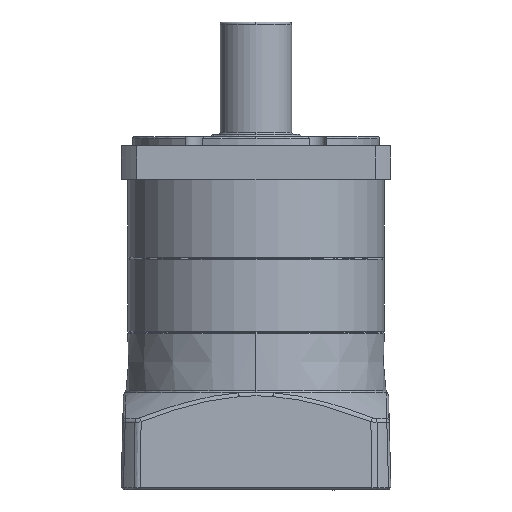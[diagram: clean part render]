
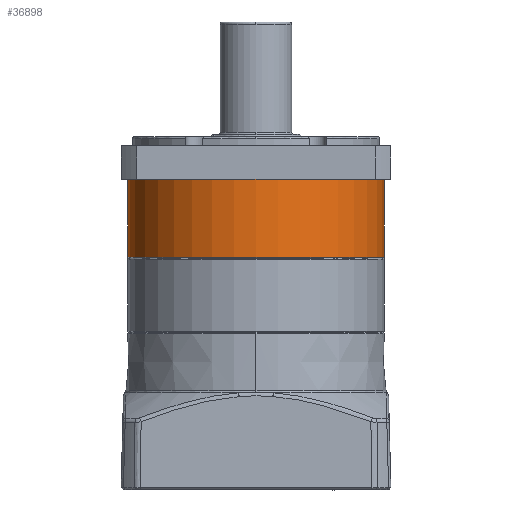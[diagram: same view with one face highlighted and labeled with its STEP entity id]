
A CAD part, front view. The second image highlights one B-rep face of the part: STEP entity #36898.
In plain terms, the highlighted cylindrical face has radius 57 mm (diameter 114 mm), a partial arc.
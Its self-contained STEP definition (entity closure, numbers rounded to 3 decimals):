
#1299 = VERTEX_POINT ( 'NONE', #19205 ) ;
#3552 = DIRECTION ( 'NONE',  ( 0., 0., -1. ) ) ;
#7163 = VECTOR ( 'NONE', #24336, 1000. ) ;
#7900 = EDGE_CURVE ( 'NONE', #38508, #12942, #35763, .T. ) ;
#8834 = DIRECTION ( 'NONE',  ( 0., 0., -1. ) ) ;
#9926 = LINE ( 'NONE', #38122, #7163 ) ;
#10637 = AXIS2_PLACEMENT_3D ( 'NONE', #24659, #24652, #24599 ) ;
#11090 = CARTESIAN_POINT ( 'NONE',  ( -57., 0., 38. ) ) ;
#12942 = VERTEX_POINT ( 'NONE', #11090 ) ;
#13936 = AXIS2_PLACEMENT_3D ( 'NONE', #27414, #24078, #30858 ) ;
#16083 = ORIENTED_EDGE ( 'NONE', *, *, #38670, .F. ) ;
#17289 = CARTESIAN_POINT ( 'NONE',  ( 57., 0., 3.4 ) ) ;
#18767 = VECTOR ( 'NONE', #3552, 1000. ) ;
#19205 = CARTESIAN_POINT ( 'NONE',  ( -57., 0., 3.4 ) ) ;
#24078 = DIRECTION ( 'NONE',  ( 0., 0., -1. ) ) ;
#24336 = DIRECTION ( 'NONE',  ( 0., 0., -1. ) ) ;
#24599 = DIRECTION ( 'NONE',  ( -1., 0., 0. ) ) ;
#24652 = DIRECTION ( 'NONE',  ( 0., 0., -1. ) ) ;
#24659 = CARTESIAN_POINT ( 'NONE',  ( 0., 0., 38. ) ) ;
#25953 = VERTEX_POINT ( 'NONE', #17289 ) ;
#27414 = CARTESIAN_POINT ( 'NONE',  ( 0., 0., 38. ) ) ;
#28455 = EDGE_LOOP ( 'NONE', ( #16083, #29360, #44786, #42431 ) ) ;
#29360 = ORIENTED_EDGE ( 'NONE', *, *, #7900, .T. ) ;
#29561 = LINE ( 'NONE', #45075, #18767 ) ;
#29712 = CARTESIAN_POINT ( 'NONE',  ( 0., 0., 3.4 ) ) ;
#30858 = DIRECTION ( 'NONE',  ( -1., 0., 0. ) ) ;
#32032 = CIRCLE ( 'NONE', #43926, 57. ) ;
#33132 = DIRECTION ( 'NONE',  ( 1., 0., 0. ) ) ;
#34718 = EDGE_CURVE ( 'NONE', #25953, #1299, #32032, .T. ) ;
#35763 = CIRCLE ( 'NONE', #10637, 57. ) ;
#36898 = ADVANCED_FACE ( 'NONE', ( #42066 ), #42194, .T. ) ;
#38122 = CARTESIAN_POINT ( 'NONE',  ( 57., 0., 38. ) ) ;
#38508 = VERTEX_POINT ( 'NONE', #42666 ) ;
#38670 = EDGE_CURVE ( 'NONE', #38508, #25953, #9926, .T. ) ;
#39134 = EDGE_CURVE ( 'NONE', #12942, #1299, #29561, .T. ) ;
#42066 = FACE_OUTER_BOUND ( 'NONE', #28455, .T. ) ;
#42194 = CYLINDRICAL_SURFACE ( 'NONE', #13936, 57. ) ;
#42431 = ORIENTED_EDGE ( 'NONE', *, *, #34718, .F. ) ;
#42666 = CARTESIAN_POINT ( 'NONE',  ( 57., 0., 38. ) ) ;
#43926 = AXIS2_PLACEMENT_3D ( 'NONE', #29712, #8834, #33132 ) ;
#44786 = ORIENTED_EDGE ( 'NONE', *, *, #39134, .T. ) ;
#45075 = CARTESIAN_POINT ( 'NONE',  ( -57., 0., 38. ) ) ;
